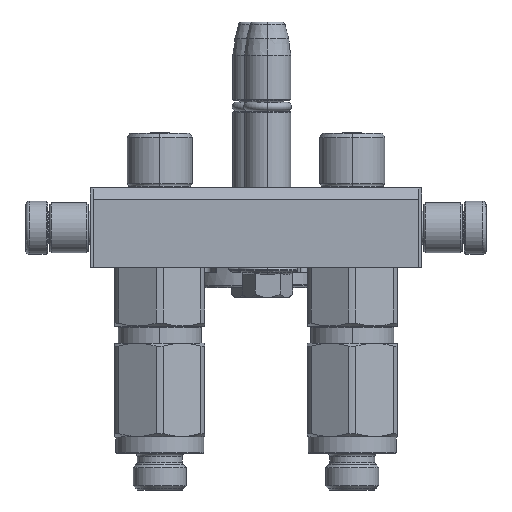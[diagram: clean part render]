
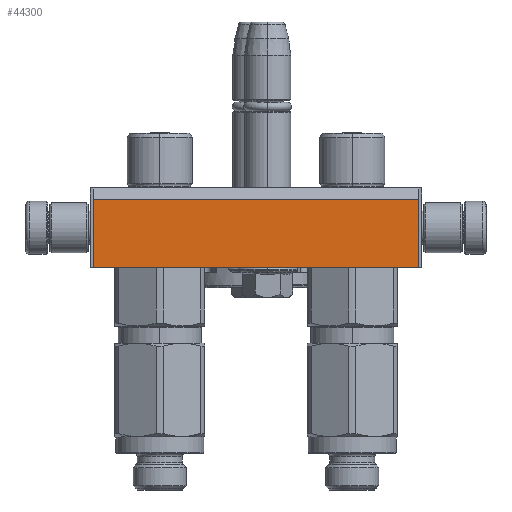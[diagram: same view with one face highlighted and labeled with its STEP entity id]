
A CAD part, left-side view. The second image highlights one B-rep face of the part: STEP entity #44300.
In plain terms, the highlighted face is planar.
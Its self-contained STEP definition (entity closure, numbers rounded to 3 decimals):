
#1324 = AXIS2_PLACEMENT_3D ( 'NONE', #33409, #51373, #3026 ) ;
#1426 = VECTOR ( 'NONE', #30672, 1000. ) ;
#1581 = EDGE_LOOP ( 'NONE', ( #51295, #32177, #6851, #18608 ) ) ;
#1678 = VERTEX_POINT ( 'NONE', #56220 ) ;
#3026 = DIRECTION ( 'NONE',  ( 1., 0., 0. ) ) ;
#4894 = LINE ( 'NONE', #52907, #1426 ) ;
#6636 = VECTOR ( 'NONE', #18679, 1000. ) ;
#6851 = ORIENTED_EDGE ( 'NONE', *, *, #42287, .T. ) ;
#9856 = EDGE_CURVE ( 'NONE', #19102, #25016, #41743, .T. ) ;
#10979 = DIRECTION ( 'NONE',  ( 0., 1., 0. ) ) ;
#11815 = VECTOR ( 'NONE', #25625, 1000. ) ;
#12092 = EDGE_CURVE ( 'NONE', #25016, #1678, #24379, .T. ) ;
#16689 = CARTESIAN_POINT ( 'NONE',  ( -20., 3.464, 24. ) ) ;
#18608 = ORIENTED_EDGE ( 'NONE', *, *, #27054, .T. ) ;
#18679 = DIRECTION ( 'NONE',  ( 0., 1., 0. ) ) ;
#19102 = VERTEX_POINT ( 'NONE', #16689 ) ;
#24006 = CARTESIAN_POINT ( 'NONE',  ( -20., 3.464, 24. ) ) ;
#24379 = LINE ( 'NONE', #47634, #11815 ) ;
#25016 = VERTEX_POINT ( 'NONE', #28382 ) ;
#25625 = DIRECTION ( 'NONE',  ( 1., 0., 0. ) ) ;
#27054 = EDGE_CURVE ( 'NONE', #37313, #1678, #37051, .T. ) ;
#28382 = CARTESIAN_POINT ( 'NONE',  ( -20., 24., 24. ) ) ;
#29544 = PLANE ( 'NONE',  #1324 ) ;
#30059 = VECTOR ( 'NONE', #10979, 1000. ) ;
#30672 = DIRECTION ( 'NONE',  ( 1., 0., 0. ) ) ;
#32177 = ORIENTED_EDGE ( 'NONE', *, *, #9856, .F. ) ;
#33409 = CARTESIAN_POINT ( 'NONE',  ( -21., 0., 24. ) ) ;
#36422 = CARTESIAN_POINT ( 'NONE',  ( 78., 3.464, 24. ) ) ;
#37051 = LINE ( 'NONE', #49601, #6636 ) ;
#37313 = VERTEX_POINT ( 'NONE', #36422 ) ;
#41743 = LINE ( 'NONE', #24006, #30059 ) ;
#42287 = EDGE_CURVE ( 'NONE', #19102, #37313, #4894, .T. ) ;
#44013 = FACE_OUTER_BOUND ( 'NONE', #1581, .T. ) ;
#44300 = ADVANCED_FACE ( 'NONE', ( #44013 ), #29544, .T. ) ;
#47634 = CARTESIAN_POINT ( 'NONE',  ( -20., 24., 24. ) ) ;
#49601 = CARTESIAN_POINT ( 'NONE',  ( 78., 3.464, 24. ) ) ;
#51295 = ORIENTED_EDGE ( 'NONE', *, *, #12092, .F. ) ;
#51373 = DIRECTION ( 'NONE',  ( 0., 0., 1. ) ) ;
#52907 = CARTESIAN_POINT ( 'NONE',  ( -20., 3.464, 24. ) ) ;
#56220 = CARTESIAN_POINT ( 'NONE',  ( 78., 24., 24. ) ) ;
